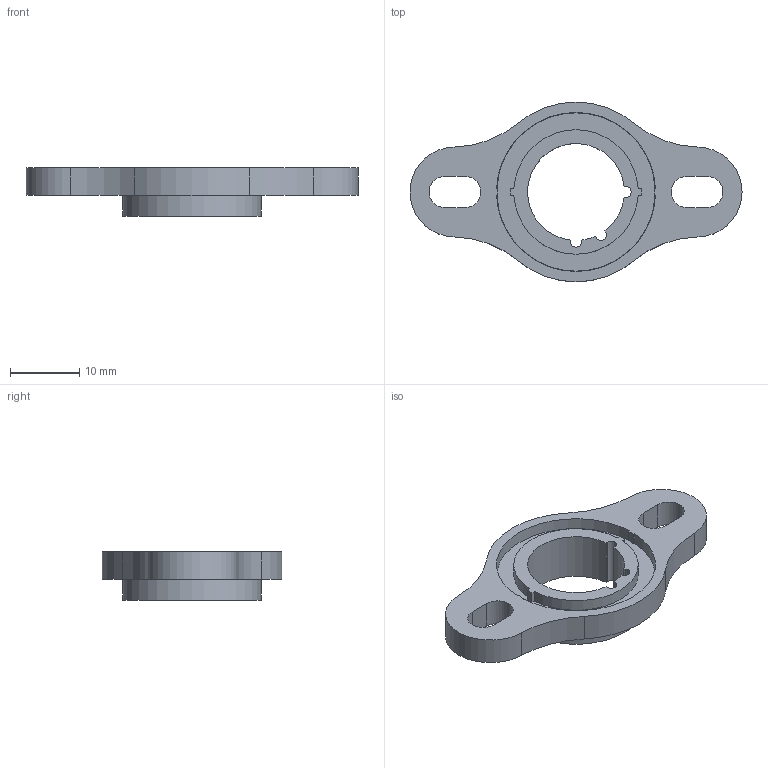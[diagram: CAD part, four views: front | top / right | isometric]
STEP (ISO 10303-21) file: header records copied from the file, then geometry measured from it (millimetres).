
FILE_DESCRIPTION(('STEP AP214'),'1');
FILE_NAME('KLC Flansch 7mm.stp','2021-03-22T12:50:17',(' '),(' '),'Spatial InterOp 3D',' ',' ');
FILE_SCHEMA(('AUTOMOTIVE_DESIGN { 1 0 10303 214 1 1 1 1 }'));
Length unit declared in the file: millimetre
Products named in the file (1): 1615371254
Bounding box: 48 x 26 x 7 mm (x, y, z)
Volume: 2592.3 mm3; surface area: 2569.7 mm2
Topology: 1 solids, 1 shells, 50 faces, 136 edges, 91 vertices
Faces by surface type: plane 27, cylinder 21, cone 2
Full cylindrical faces by diameter (mm): 20 x1
Entity records: 2025 total; most frequent: CARTESIAN_POINT 288, DIRECTION 280, ORIENTED_EDGE 268, EDGE_CURVE 134, AXIS2_PLACEMENT_3D 98, VERTEX_POINT 90, LINE 84, VECTOR 84
